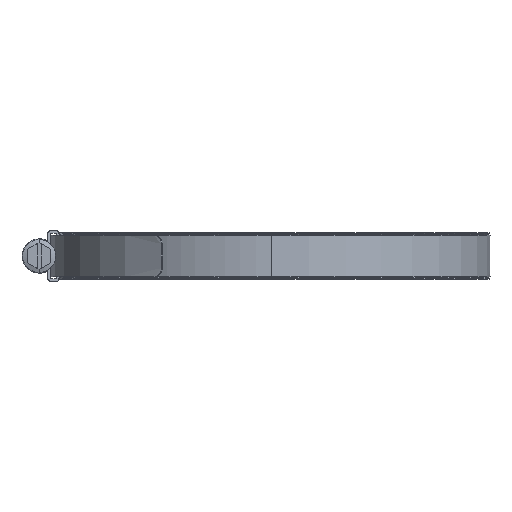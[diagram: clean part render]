
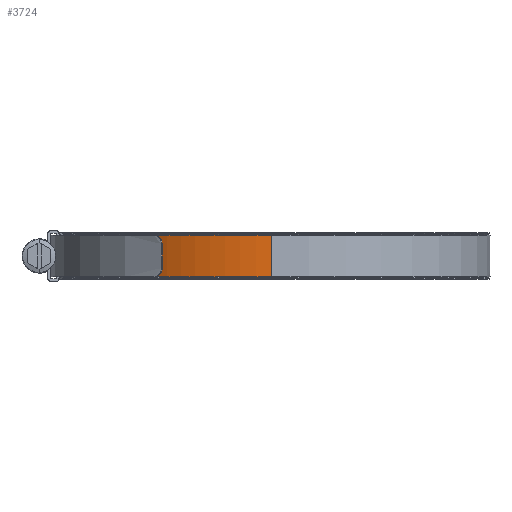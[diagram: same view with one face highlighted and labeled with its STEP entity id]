
A CAD part, left-side view. The second image highlights one B-rep face of the part: STEP entity #3724.
In plain terms, the highlighted cylindrical face has radius 74.6 mm (diameter 149.2 mm), a partial arc.
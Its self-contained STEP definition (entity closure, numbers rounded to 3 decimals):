
#26 = CARTESIAN_POINT ( 'NONE',  ( 0., 74.6, -7.135 ) ) ;
#32 = CARTESIAN_POINT ( 'NONE',  ( -74.6, 0., 7.135 ) ) ;
#185 = CARTESIAN_POINT ( 'NONE',  ( 0., 74.6, 7.135 ) ) ;
#441 = EDGE_CURVE ( 'NONE', #12034, #5296, #4495, .T. ) ;
#608 = ORIENTED_EDGE ( 'NONE', *, *, #441, .F. ) ;
#792 = DIRECTION ( 'NONE',  ( 0., 0., 1. ) ) ;
#1603 = AXIS2_PLACEMENT_3D ( 'NONE', #1905, #792, #2798 ) ;
#1905 = CARTESIAN_POINT ( 'NONE',  ( 0., 0., 7.135 ) ) ;
#2233 = EDGE_CURVE ( 'NONE', #6461, #6853, #4527, .T. ) ;
#2493 = CARTESIAN_POINT ( 'NONE',  ( -74.6, 0., 7.135 ) ) ;
#2640 = VECTOR ( 'NONE', #10810, 1000. ) ;
#2798 = DIRECTION ( 'NONE',  ( 1., 0., 0. ) ) ;
#3724 = ADVANCED_FACE ( 'NONE', ( #7542 ), #6419, .T. ) ;
#4495 = CIRCLE ( 'NONE', #1603, 74.6 ) ;
#4527 = CIRCLE ( 'NONE', #13665, 74.6 ) ;
#4607 = LINE ( 'NONE', #2493, #7374 ) ;
#4677 = CARTESIAN_POINT ( 'NONE',  ( -74.6, 0., -7.135 ) ) ;
#5296 = VERTEX_POINT ( 'NONE', #32 ) ;
#5945 = EDGE_LOOP ( 'NONE', ( #13132, #608, #8011, #6775 ) ) ;
#6419 = CYLINDRICAL_SURFACE ( 'NONE', #11227, 74.6 ) ;
#6461 = VERTEX_POINT ( 'NONE', #26 ) ;
#6775 = ORIENTED_EDGE ( 'NONE', *, *, #2233, .T. ) ;
#6853 = VERTEX_POINT ( 'NONE', #4677 ) ;
#7277 = DIRECTION ( 'NONE',  ( 0., 0., -1. ) ) ;
#7342 = CARTESIAN_POINT ( 'NONE',  ( 0., 0., 7.135 ) ) ;
#7374 = VECTOR ( 'NONE', #12199, 1000. ) ;
#7418 = CARTESIAN_POINT ( 'NONE',  ( 0., 74.6, 7.135 ) ) ;
#7542 = FACE_OUTER_BOUND ( 'NONE', #5945, .T. ) ;
#7665 = LINE ( 'NONE', #185, #2640 ) ;
#7817 = CARTESIAN_POINT ( 'NONE',  ( 0., 0., -7.135 ) ) ;
#8011 = ORIENTED_EDGE ( 'NONE', *, *, #11407, .T. ) ;
#10810 = DIRECTION ( 'NONE',  ( 0., 0., -1. ) ) ;
#10886 = DIRECTION ( 'NONE',  ( 1., 0., 0. ) ) ;
#11227 = AXIS2_PLACEMENT_3D ( 'NONE', #7342, #7277, #11499 ) ;
#11407 = EDGE_CURVE ( 'NONE', #12034, #6461, #7665, .T. ) ;
#11499 = DIRECTION ( 'NONE',  ( -1., 0., 0. ) ) ;
#12034 = VERTEX_POINT ( 'NONE', #7418 ) ;
#12060 = DIRECTION ( 'NONE',  ( 0., 0., 1. ) ) ;
#12199 = DIRECTION ( 'NONE',  ( 0., 0., -1. ) ) ;
#12301 = EDGE_CURVE ( 'NONE', #5296, #6853, #4607, .T. ) ;
#13132 = ORIENTED_EDGE ( 'NONE', *, *, #12301, .F. ) ;
#13665 = AXIS2_PLACEMENT_3D ( 'NONE', #7817, #12060, #10886 ) ;
